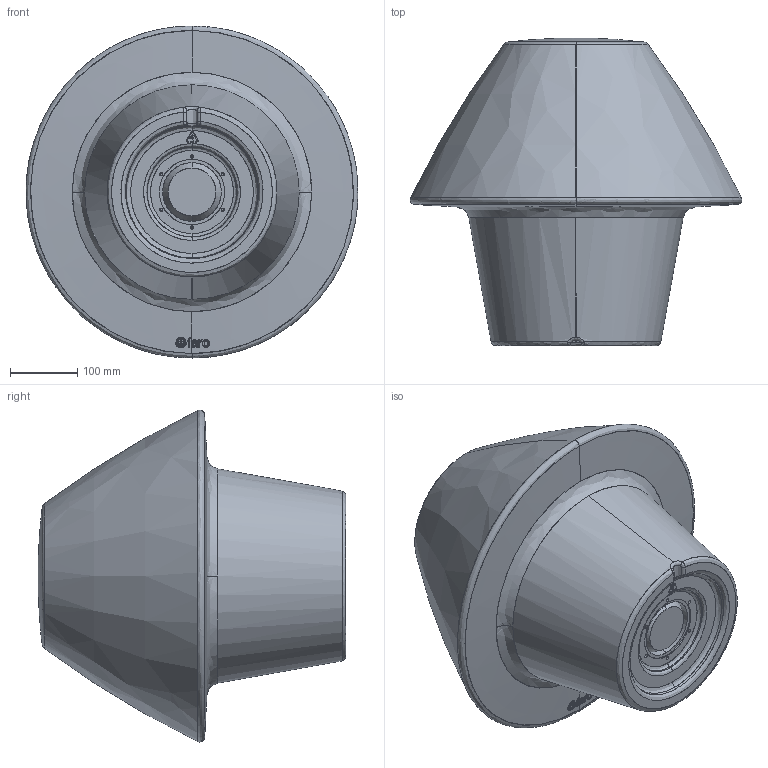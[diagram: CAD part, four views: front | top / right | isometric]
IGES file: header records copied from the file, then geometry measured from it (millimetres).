
Start section: SolidWorks IGES file using analytic representation for surfaces
Global section: file name: DOWNLOAD VERSUS 29907.IGS; native system: SolidWorks 2012; preprocessor: SolidWorks 2012; author: ZairaHolgado; date: 140402.120822; units: millimetre
Bounding box: 492.06 x 456.38 x 492.29 mm (x, y, z)
Surface area: 701867.4 mm2 (no closed solid volume)
Topology: 0 solids, 0 shells, 332 faces, 3745 edges, 3741 vertices
Faces by surface type: bspline 231, revolution 101
